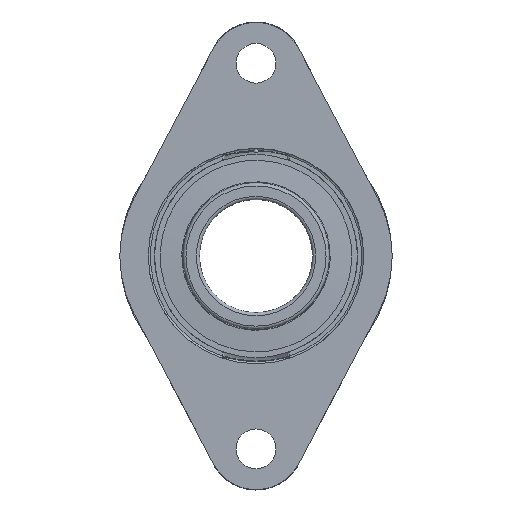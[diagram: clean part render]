
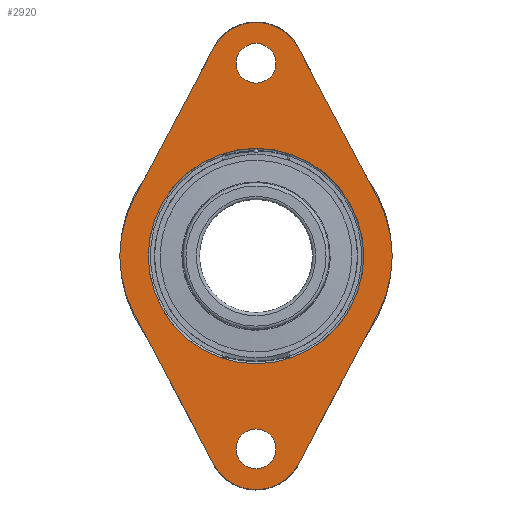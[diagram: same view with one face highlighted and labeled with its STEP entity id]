
A CAD part, left-side view. The second image highlights one B-rep face of the part: STEP entity #2920.
In plain terms, the highlighted face is planar.
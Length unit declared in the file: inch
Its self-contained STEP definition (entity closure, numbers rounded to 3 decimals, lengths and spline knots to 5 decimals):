
#126=VECTOR('',#3748,1.);
#127=VECTOR('',#3751,1.);
#128=VECTOR('',#3754,1.);
#129=VECTOR('',#3757,1.);
#208=LINE('',#7873,#126);
#209=LINE('',#7878,#127);
#210=LINE('',#7882,#128);
#211=LINE('',#7886,#129);
#1107=PLANE('',#3193);
#1340=VERTEX_POINT('',#7861);
#1341=VERTEX_POINT('',#7868);
#1342=VERTEX_POINT('',#7871);
#1343=VERTEX_POINT('',#7874);
#1344=VERTEX_POINT('',#7875);
#1345=VERTEX_POINT('',#7877);
#1346=VERTEX_POINT('',#7879);
#1347=VERTEX_POINT('',#7881);
#1348=VERTEX_POINT('',#7883);
#1349=VERTEX_POINT('',#7885);
#1350=VERTEX_POINT('',#7887);
#1488=CIRCLE('',#3184,2.02411);
#1489=CIRCLE('',#3190,0.37402);
#1490=CIRCLE('',#3192,0.37402);
#1491=CIRCLE('',#3194,2.30323);
#1492=CIRCLE('',#3195,0.9);
#1493=CIRCLE('',#3196,2.30323);
#1494=CIRCLE('',#3197,0.9);
#1757=EDGE_CURVE('',#1340,#1340,#1488,.T.);
#1758=EDGE_CURVE('',#1341,#1341,#1489,.T.);
#1759=EDGE_CURVE('',#1342,#1342,#1490,.T.);
#1760=EDGE_CURVE('',#1343,#1344,#208,.T.);
#1761=EDGE_CURVE('',#1345,#1343,#1491,.T.);
#1762=EDGE_CURVE('',#1346,#1345,#209,.T.);
#1763=EDGE_CURVE('',#1347,#1346,#1492,.T.);
#1764=EDGE_CURVE('',#1348,#1347,#210,.T.);
#1765=EDGE_CURVE('',#1349,#1348,#1493,.T.);
#1766=EDGE_CURVE('',#1350,#1349,#211,.T.);
#1767=EDGE_CURVE('',#1344,#1350,#1494,.T.);
#2284=ORIENTED_EDGE('',*,*,#1757,.T.);
#2285=ORIENTED_EDGE('',*,*,#1760,.F.);
#2286=ORIENTED_EDGE('',*,*,#1761,.F.);
#2287=ORIENTED_EDGE('',*,*,#1762,.F.);
#2288=ORIENTED_EDGE('',*,*,#1763,.F.);
#2289=ORIENTED_EDGE('',*,*,#1764,.F.);
#2290=ORIENTED_EDGE('',*,*,#1765,.F.);
#2291=ORIENTED_EDGE('',*,*,#1766,.F.);
#2292=ORIENTED_EDGE('',*,*,#1767,.F.);
#2293=ORIENTED_EDGE('',*,*,#1759,.T.);
#2294=ORIENTED_EDGE('',*,*,#1758,.T.);
#2556=EDGE_LOOP('',(#2284));
#2557=EDGE_LOOP('',(#2285,#2286,#2287,#2288,#2289,#2290,#2291,#2292));
#2558=EDGE_LOOP('',(#2293));
#2559=EDGE_LOOP('',(#2294));
#2762=FACE_BOUND('',#2556,.T.);
#2763=FACE_BOUND('',#2557,.T.);
#2764=FACE_BOUND('',#2558,.T.);
#2765=FACE_BOUND('',#2559,.T.);
#2920=ADVANCED_FACE('',(#2762,#2763,#2764,#2765),#1107,.F.);
#3184=AXIS2_PLACEMENT_3D('',#7860,#3733,#3734);
#3190=AXIS2_PLACEMENT_3D('',#7867,#3741,#3742);
#3192=AXIS2_PLACEMENT_3D('',#7870,#3745,#3746);
#3193=AXIS2_PLACEMENT_3D('',#7872,#3747,$);
#3194=AXIS2_PLACEMENT_3D('',#7876,#3749,#3750);
#3195=AXIS2_PLACEMENT_3D('',#7880,#3752,#3753);
#3196=AXIS2_PLACEMENT_3D('',#7884,#3755,#3756);
#3197=AXIS2_PLACEMENT_3D('',#7888,#3758,#3759);
#3733=DIRECTION('',(0.,0.,1.));
#3734=DIRECTION('',(0.,2.024,0.));
#3741=DIRECTION('',(0.,0.,1.));
#3742=DIRECTION('',(0.374,0.,0.));
#3745=DIRECTION('',(0.,0.,1.));
#3746=DIRECTION('',(0.374,0.,0.));
#3747=DIRECTION('',(0.,0.,1.));
#3748=DIRECTION('',(-0.884,-0.467,0.));
#3749=DIRECTION('',(0.,0.,1.));
#3750=DIRECTION('',(2.303,0.,0.));
#3751=DIRECTION('',(-0.884,0.467,0.));
#3752=DIRECTION('',(0.,0.,1.));
#3753=DIRECTION('',(0.9,0.,0.));
#3754=DIRECTION('',(0.884,0.467,0.));
#3755=DIRECTION('',(0.,0.,1.));
#3756=DIRECTION('',(2.303,0.,0.));
#3757=DIRECTION('',(0.884,-0.467,0.));
#3758=DIRECTION('',(0.,0.,1.));
#3759=DIRECTION('',(0.9,0.,0.));
#7860=CARTESIAN_POINT('',(0.,0.,0.));
#7861=CARTESIAN_POINT('',(0.,2.02411,0.));
#7867=CARTESIAN_POINT('',(3.62205,0.,0.));
#7868=CARTESIAN_POINT('',(3.24803,0.,0.));
#7870=CARTESIAN_POINT('',(-3.62205,0.,0.));
#7871=CARTESIAN_POINT('',(-3.99606,0.,0.));
#7872=CARTESIAN_POINT('',(0.,0.,0.));
#7873=CARTESIAN_POINT('',(-1.07543,2.29257,0.));
#7874=CARTESIAN_POINT('',(-1.07543,2.29257,0.));
#7875=CARTESIAN_POINT('',(-3.91,0.79587,0.));
#7876=CARTESIAN_POINT('',(0.,0.25582,0.));
#7877=CARTESIAN_POINT('',(1.07543,2.29257,0.));
#7878=CARTESIAN_POINT('',(3.91,0.79587,0.));
#7879=CARTESIAN_POINT('',(3.91,0.79587,0.));
#7880=CARTESIAN_POINT('',(3.48976,0.,0.));
#7881=CARTESIAN_POINT('',(3.91,-0.79587,0.));
#7882=CARTESIAN_POINT('',(1.07543,-2.29257,0.));
#7883=CARTESIAN_POINT('',(1.07543,-2.29257,0.));
#7884=CARTESIAN_POINT('',(0.,-0.25582,0.));
#7885=CARTESIAN_POINT('',(-1.07543,-2.29257,0.));
#7886=CARTESIAN_POINT('',(-3.91,-0.79587,0.));
#7887=CARTESIAN_POINT('',(-3.91,-0.79587,0.));
#7888=CARTESIAN_POINT('',(-3.48976,0.,0.));
